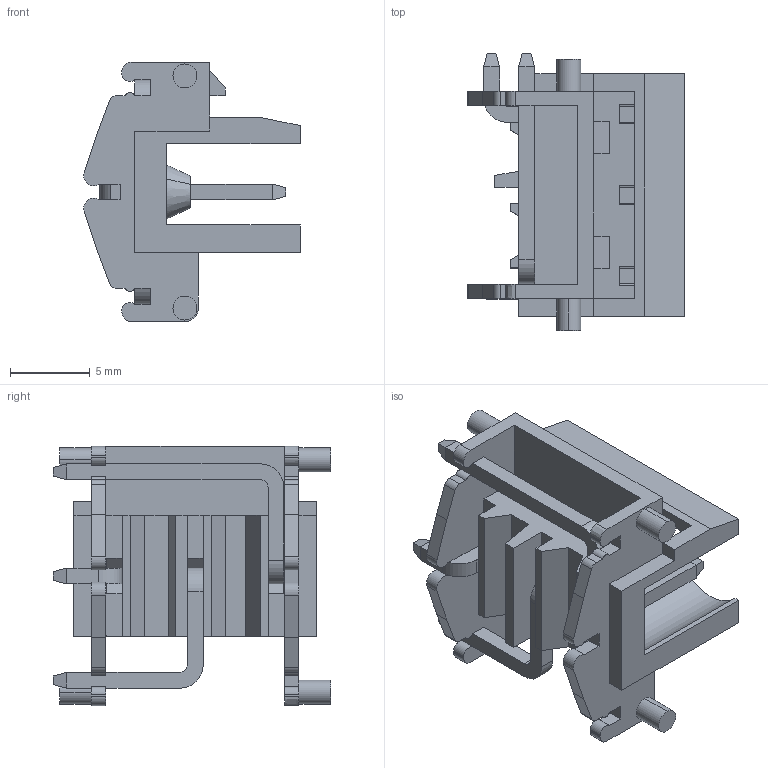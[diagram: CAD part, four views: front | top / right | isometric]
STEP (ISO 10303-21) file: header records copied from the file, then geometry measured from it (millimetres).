
FILE_DESCRIPTION(('CATIA V5R24 STEP','CAx-IF Rec.Pracs.--- Model Styling and Organization---1.2---2011-12-15'),'2;1');
FILE_NAME ('10846172_2_7924940000_S3D_SLEH_5-08_3_RE22-5_2-4_SN_BK_BX.stp','2017-03-03T11:49:14+00:00',('none'),('Weidmueller'),'CATIA Version 5-6 Release 2014 SP4','CATIA V5 STEP AP214','none');
FILE_SCHEMA(('AUTOMOTIVE_DESIGN { 1 0 10303 214 1 1 1 1 }'));
Length unit declared in the file: millimetre
Products named in the file (1): S3D_SLEH_5-08_3_RE22-5_2-4_SN_BK_BX
Bounding box: 13.6 x 17.43 x 16.29 mm (x, y, z)
Volume: 733.9 mm3; surface area: 1806.8 mm2
Topology: 4 solids, 4 shells, 260 faces, 811 edges, 557 vertices
Faces by surface type: plane 210, cylinder 40, cone 6, extrusion 4
Entity records: 8958 total; most frequent: CARTESIAN_POINT 1667, ORIENTED_EDGE 1622, DIRECTION 1183, EDGE_CURVE 811, VECTOR 666, LINE 662, VERTEX_POINT 557, AXIS2_PLACEMENT_3D 324
